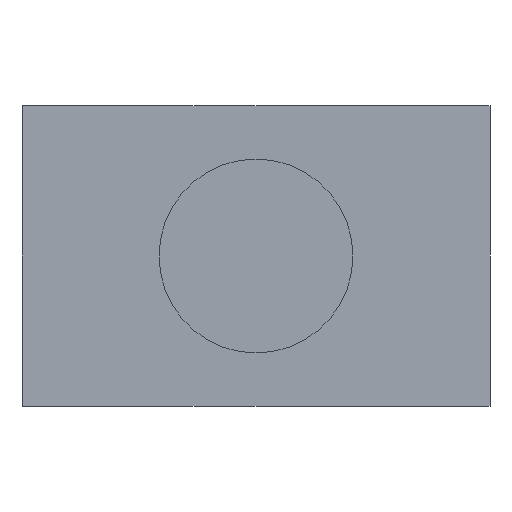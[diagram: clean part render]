
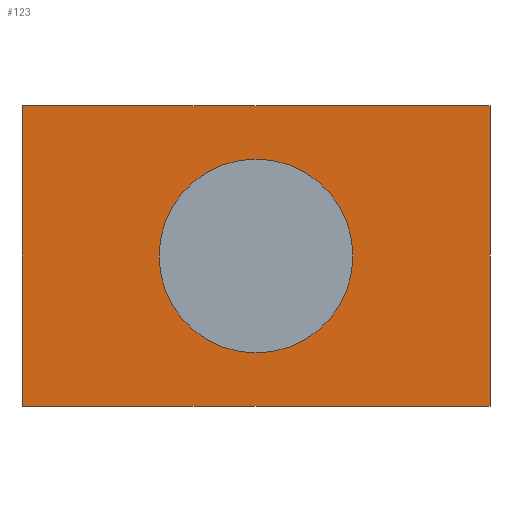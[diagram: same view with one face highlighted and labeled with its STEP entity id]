
A CAD part, front view. The second image highlights one B-rep face of the part: STEP entity #123.
In plain terms, the highlighted planar face has unit normal (0, -1, 0).
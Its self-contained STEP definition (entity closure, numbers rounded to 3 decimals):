
#4 = CARTESIAN_POINT ( 'NONE',  ( 0., 0., -4.5 ) ) ;
#35 = DIRECTION ( 'NONE',  ( 0., 0., -1. ) ) ;
#53 = VERTEX_POINT ( 'NONE', #540 ) ;
#58 = CIRCLE ( 'NONE', #620, 2.9 ) ;
#65 = LINE ( 'NONE', #417, #444 ) ;
#73 = VECTOR ( 'NONE', #568, 1000. ) ;
#74 = ORIENTED_EDGE ( 'NONE', *, *, #107, .F. ) ;
#94 = LINE ( 'NONE', #184, #200 ) ;
#107 = EDGE_CURVE ( 'NONE', #315, #53, #65, .T. ) ;
#122 = CARTESIAN_POINT ( 'NONE',  ( 0., 0., 4.5 ) ) ;
#123 = ADVANCED_FACE ( 'NONE', ( #424, #372 ), #276, .F. ) ;
#128 = ORIENTED_EDGE ( 'NONE', *, *, #380, .T. ) ;
#133 = VERTEX_POINT ( 'NONE', #369 ) ;
#144 = EDGE_CURVE ( 'NONE', #315, #339, #94, .T. ) ;
#152 = ORIENTED_EDGE ( 'NONE', *, *, #240, .F. ) ;
#184 = CARTESIAN_POINT ( 'NONE',  ( 0., 0., 4.5 ) ) ;
#192 = CARTESIAN_POINT ( 'NONE',  ( 7., 0., 0. ) ) ;
#200 = VECTOR ( 'NONE', #35, 1000. ) ;
#221 = LINE ( 'NONE', #484, #318 ) ;
#240 = EDGE_CURVE ( 'NONE', #53, #133, #221, .T. ) ;
#264 = DIRECTION ( 'NONE',  ( 0., 0., 1. ) ) ;
#265 = DIRECTION ( 'NONE',  ( 1., 0., 0. ) ) ;
#276 = PLANE ( 'NONE',  #333 ) ;
#294 = EDGE_LOOP ( 'NONE', ( #497, #413 ) ) ;
#315 = VERTEX_POINT ( 'NONE', #409 ) ;
#318 = VECTOR ( 'NONE', #331, 1000. ) ;
#331 = DIRECTION ( 'NONE',  ( 0., 0., -1. ) ) ;
#333 = AXIS2_PLACEMENT_3D ( 'NONE', #122, #558, #264 ) ;
#339 = VERTEX_POINT ( 'NONE', #4 ) ;
#369 = CARTESIAN_POINT ( 'NONE',  ( 14., 0., -4.5 ) ) ;
#372 = FACE_OUTER_BOUND ( 'NONE', #472, .T. ) ;
#380 = EDGE_CURVE ( 'NONE', #339, #133, #603, .T. ) ;
#385 = CARTESIAN_POINT ( 'NONE',  ( 0., 0., -4.5 ) ) ;
#401 = CARTESIAN_POINT ( 'NONE',  ( 7., 0., 0. ) ) ;
#403 = DIRECTION ( 'NONE',  ( 0., -1., 0. ) ) ;
#409 = CARTESIAN_POINT ( 'NONE',  ( 0., 0., 4.5 ) ) ;
#411 = VERTEX_POINT ( 'NONE', #520 ) ;
#413 = ORIENTED_EDGE ( 'NONE', *, *, #502, .F. ) ;
#417 = CARTESIAN_POINT ( 'NONE',  ( 0., 0., 4.5 ) ) ;
#424 = FACE_BOUND ( 'NONE', #294, .T. ) ;
#444 = VECTOR ( 'NONE', #265, 1000. ) ;
#449 = DIRECTION ( 'NONE',  ( 0., -1., 0. ) ) ;
#466 = AXIS2_PLACEMENT_3D ( 'NONE', #192, #449, #536 ) ;
#472 = EDGE_LOOP ( 'NONE', ( #128, #152, #74, #594 ) ) ;
#484 = CARTESIAN_POINT ( 'NONE',  ( 14., 0., 4.5 ) ) ;
#489 = DIRECTION ( 'NONE',  ( 0., 0., -1. ) ) ;
#497 = ORIENTED_EDGE ( 'NONE', *, *, #554, .F. ) ;
#502 = EDGE_CURVE ( 'NONE', #411, #549, #58, .T. ) ;
#520 = CARTESIAN_POINT ( 'NONE',  ( 7., 0., 2.9 ) ) ;
#521 = CIRCLE ( 'NONE', #466, 2.9 ) ;
#536 = DIRECTION ( 'NONE',  ( 0., 0., -1. ) ) ;
#540 = CARTESIAN_POINT ( 'NONE',  ( 14., 0., 4.5 ) ) ;
#549 = VERTEX_POINT ( 'NONE', #627 ) ;
#554 = EDGE_CURVE ( 'NONE', #549, #411, #521, .T. ) ;
#558 = DIRECTION ( 'NONE',  ( 0., 1., 0. ) ) ;
#568 = DIRECTION ( 'NONE',  ( 1., 0., 0. ) ) ;
#594 = ORIENTED_EDGE ( 'NONE', *, *, #144, .T. ) ;
#603 = LINE ( 'NONE', #385, #73 ) ;
#620 = AXIS2_PLACEMENT_3D ( 'NONE', #401, #403, #489 ) ;
#627 = CARTESIAN_POINT ( 'NONE',  ( 7., 0., -2.9 ) ) ;
